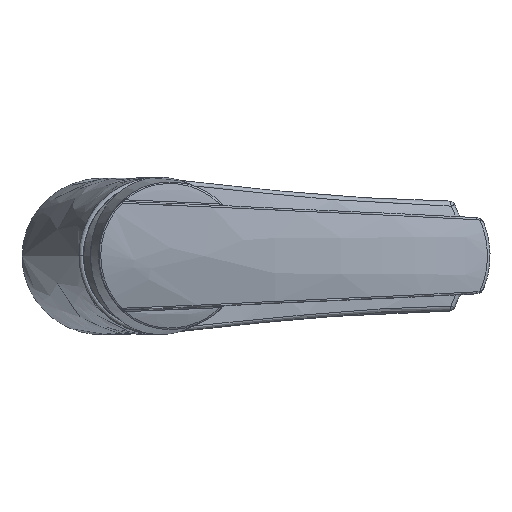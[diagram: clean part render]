
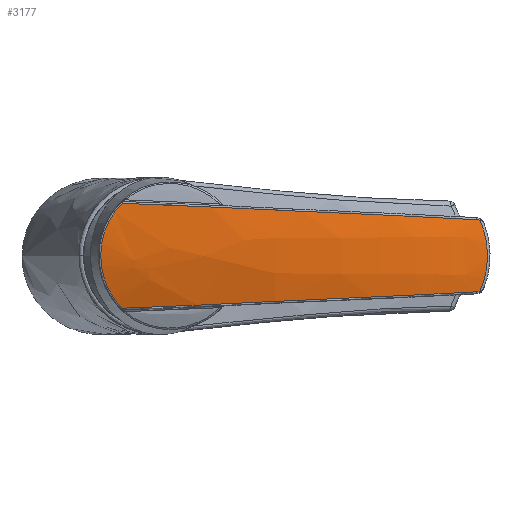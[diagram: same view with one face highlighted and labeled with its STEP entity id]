
A CAD part, top view. The second image highlights one B-rep face of the part: STEP entity #3177.
In plain terms, the highlighted free-form (B-spline) face has degree [3, 3] with [11, 4] control points.
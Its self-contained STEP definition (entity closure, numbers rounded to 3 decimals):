
#537=ORIENTED_EDGE('',*,*,#1156,.T.);
#538=ORIENTED_EDGE('',*,*,#1157,.T.);
#539=ORIENTED_EDGE('',*,*,#1150,.T.);
#540=ORIENTED_EDGE('',*,*,#1158,.T.);
#541=ORIENTED_EDGE('',*,*,#1108,.T.);
#542=ORIENTED_EDGE('',*,*,#1159,.T.);
#1108=EDGE_CURVE('',#1428,#1427,#1625,.F.);
#1150=EDGE_CURVE('',#1460,#1459,#1660,.F.);
#1156=EDGE_CURVE('',#1465,#1466,#1665,.T.);
#1157=EDGE_CURVE('',#1466,#1460,#1666,.T.);
#1158=EDGE_CURVE('',#1459,#1428,#1667,.T.);
#1159=EDGE_CURVE('',#1427,#1465,#1668,.T.);
#1427=VERTEX_POINT('',#4663);
#1428=VERTEX_POINT('',#4673);
#1459=VERTEX_POINT('',#5618);
#1460=VERTEX_POINT('',#5628);
#1465=VERTEX_POINT('',#5714);
#1466=VERTEX_POINT('',#5715);
#1625=B_SPLINE_CURVE_WITH_KNOTS('',3,(#4664,#4665,#4666,#4667,#4668,#4669,
#4670,#4671,#4672),.UNSPECIFIED.,.F.,.F.,(4,1,1,1,1,1,4),(0.,0.125,0.25,
0.375,0.5,0.75,1.),.UNSPECIFIED.);
#1660=B_SPLINE_CURVE_WITH_KNOTS('',3,(#5619,#5620,#5621,#5622,#5623,#5624,
#5625,#5626,#5627),.UNSPECIFIED.,.F.,.F.,(4,1,1,1,1,1,4),(0.,0.25,0.5,0.625,
0.75,0.875,1.),.UNSPECIFIED.);
#1665=B_SPLINE_CURVE_WITH_KNOTS('',3,(#5703,#5704,#5705,#5706,#5707,#5708,
#5709,#5710,#5711,#5712,#5713),.UNSPECIFIED.,.F.,.F.,(4,1,1,1,1,1,1,1,4),
(0.,0.125,0.25,0.375,0.5,0.625,0.75,0.875,1.),.UNSPECIFIED.);
#1666=B_SPLINE_CURVE_WITH_KNOTS('',3,(#5716,#5717,#5718,#5719),
 .UNSPECIFIED.,.F.,.F.,(4,4),(0.,1.),.UNSPECIFIED.);
#1667=B_SPLINE_CURVE_WITH_KNOTS('',3,(#5720,#5721,#5722,#5723,#5724,#5725,
#5726,#5727,#5728,#5729,#5730,#5731,#5732,#5733),.UNSPECIFIED.,.F.,.F.,
(4,1,1,1,1,1,1,1,1,1,1,4),(0.,0.125,0.188,0.25,0.375,0.438,0.5,0.625,
0.75,0.813,0.875,1.),.UNSPECIFIED.);
#1668=B_SPLINE_CURVE_WITH_KNOTS('',3,(#5734,#5735,#5736,#5737),
 .UNSPECIFIED.,.F.,.F.,(4,4),(0.,1.),.UNSPECIFIED.);
#1790=EDGE_LOOP('',(#537,#538,#539,#540,#541,#542));
#1999=FACE_BOUND('',#1790,.T.);
#2190=B_SPLINE_SURFACE_WITH_KNOTS('',3,3,((#5659,#5660,#5661,#5662),(#5663,
#5664,#5665,#5666),(#5667,#5668,#5669,#5670),(#5671,#5672,#5673,#5674),
(#5675,#5676,#5677,#5678),(#5679,#5680,#5681,#5682),(#5683,#5684,#5685,
#5686),(#5687,#5688,#5689,#5690),(#5691,#5692,#5693,#5694),(#5695,#5696,
#5697,#5698),(#5699,#5700,#5701,#5702)),.UNSPECIFIED.,.F.,.F.,.F.,(4,1,
1,1,1,1,1,1,4),(4,4),(0.016,0.074,0.104,
0.143,0.191,0.269,0.367,
0.523,0.952),(0.045,0.955),
 .UNSPECIFIED.);
#3177=ADVANCED_FACE('',(#1999),#2190,.T.);
#4663=CARTESIAN_POINT('',(119.846,-11.515,131.762));
#4664=CARTESIAN_POINT('',(119.846,-11.515,131.762));
#4665=CARTESIAN_POINT('',(115.189,-11.761,132.608));
#4666=CARTESIAN_POINT('',(105.841,-12.268,134.306));
#4667=CARTESIAN_POINT('',(91.749,-12.938,136.145));
#4668=CARTESIAN_POINT('',(77.592,-13.576,137.363));
#4669=CARTESIAN_POINT('',(58.61,-14.416,138.088));
#4670=CARTESIAN_POINT('',(34.825,-15.616,137.205));
#4671=CARTESIAN_POINT('',(16.009,-16.452,134.644));
#4672=CARTESIAN_POINT('',(6.693,-16.752,132.925));
#4673=CARTESIAN_POINT('',(6.693,-16.752,132.925));
#5618=CARTESIAN_POINT('',(6.692,16.752,132.925));
#5619=CARTESIAN_POINT('',(6.692,16.752,132.925));
#5620=CARTESIAN_POINT('',(16.037,16.451,134.65));
#5621=CARTESIAN_POINT('',(34.816,15.612,137.216));
#5622=CARTESIAN_POINT('',(58.587,14.417,138.087));
#5623=CARTESIAN_POINT('',(77.585,13.576,137.363));
#5624=CARTESIAN_POINT('',(91.783,12.937,136.141));
#5625=CARTESIAN_POINT('',(105.872,12.267,134.301));
#5626=CARTESIAN_POINT('',(115.2,11.761,132.606));
#5627=CARTESIAN_POINT('',(119.846,11.515,131.762));
#5628=CARTESIAN_POINT('',(119.846,11.515,131.762));
#5659=CARTESIAN_POINT('',(124.065,19.196,129.35));
#5660=CARTESIAN_POINT('',(124.135,5.751,132.75));
#5661=CARTESIAN_POINT('',(124.135,-5.751,132.75));
#5662=CARTESIAN_POINT('',(124.065,-19.195,129.351));
#5663=CARTESIAN_POINT('',(121.397,19.079,129.883));
#5664=CARTESIAN_POINT('',(121.47,5.746,133.251));
#5665=CARTESIAN_POINT('',(121.47,-5.746,133.251));
#5666=CARTESIAN_POINT('',(121.397,-19.078,129.883));
#5667=CARTESIAN_POINT('',(117.396,18.904,130.68));
#5668=CARTESIAN_POINT('',(117.472,5.738,134.001));
#5669=CARTESIAN_POINT('',(117.472,-5.738,134.001));
#5670=CARTESIAN_POINT('',(117.396,-18.903,130.68));
#5671=CARTESIAN_POINT('',(111.616,18.651,131.835));
#5672=CARTESIAN_POINT('',(111.697,5.727,135.089));
#5673=CARTESIAN_POINT('',(111.697,-5.727,135.089));
#5674=CARTESIAN_POINT('',(111.616,-18.65,131.835));
#5675=CARTESIAN_POINT('',(106.295,18.437,132.806));
#5676=CARTESIAN_POINT('',(106.377,5.717,136.003));
#5677=CARTESIAN_POINT('',(106.377,-5.717,136.003));
#5678=CARTESIAN_POINT('',(106.295,-18.436,132.806));
#5679=CARTESIAN_POINT('',(98.782,18.162,134.034));
#5680=CARTESIAN_POINT('',(98.858,5.705,137.157));
#5681=CARTESIAN_POINT('',(98.858,-5.705,137.157));
#5682=CARTESIAN_POINT('',(98.782,-18.161,134.034));
#5683=CARTESIAN_POINT('',(88.666,17.845,135.392));
#5684=CARTESIAN_POINT('',(88.719,5.69,138.428));
#5685=CARTESIAN_POINT('',(88.719,-5.69,138.428));
#5686=CARTESIAN_POINT('',(88.666,-17.845,135.392));
#5687=CARTESIAN_POINT('',(73.806,17.478,136.79));
#5688=CARTESIAN_POINT('',(73.802,5.674,139.726));
#5689=CARTESIAN_POINT('',(73.802,-5.674,139.726));
#5690=CARTESIAN_POINT('',(73.806,-17.478,136.79));
#5691=CARTESIAN_POINT('',(43.484,16.986,137.865));
#5692=CARTESIAN_POINT('',(43.301,5.652,140.655));
#5693=CARTESIAN_POINT('',(43.301,-5.652,140.655));
#5694=CARTESIAN_POINT('',(43.484,-16.985,137.865));
#5695=CARTESIAN_POINT('',(18.002,16.953,135.263));
#5696=CARTESIAN_POINT('',(17.577,5.65,138.014));
#5697=CARTESIAN_POINT('',(17.577,-5.65,138.014));
#5698=CARTESIAN_POINT('',(18.002,-16.953,135.263));
#5699=CARTESIAN_POINT('',(-0.457,16.951,131.518));
#5700=CARTESIAN_POINT('',(-1.058,5.65,134.23));
#5701=CARTESIAN_POINT('',(-1.058,-5.65,134.23));
#5702=CARTESIAN_POINT('',(-0.457,-16.951,131.518));
#5703=CARTESIAN_POINT('',(121.023,-11.161,131.594));
#5704=CARTESIAN_POINT('',(121.415,-10.297,131.656));
#5705=CARTESIAN_POINT('',(122.099,-8.531,131.776));
#5706=CARTESIAN_POINT('',(122.841,-5.695,131.926));
#5707=CARTESIAN_POINT('',(123.262,-2.913,132.021));
#5708=CARTESIAN_POINT('',(123.407,-0.001,132.057));
#5709=CARTESIAN_POINT('',(123.262,2.911,132.021));
#5710=CARTESIAN_POINT('',(122.842,5.692,131.926));
#5711=CARTESIAN_POINT('',(122.1,8.53,131.776));
#5712=CARTESIAN_POINT('',(121.415,10.296,131.656));
#5713=CARTESIAN_POINT('',(121.023,11.161,131.594));
#5714=CARTESIAN_POINT('',(121.023,-11.161,131.594));
#5715=CARTESIAN_POINT('',(121.023,11.161,131.594));
#5716=CARTESIAN_POINT('',(121.023,11.161,131.594));
#5717=CARTESIAN_POINT('',(120.671,11.376,131.628));
#5718=CARTESIAN_POINT('',(120.265,11.492,131.686));
#5719=CARTESIAN_POINT('',(119.846,11.515,131.762));
#5720=CARTESIAN_POINT('',(6.692,16.752,132.925));
#5721=CARTESIAN_POINT('',(5.594,15.673,132.997));
#5722=CARTESIAN_POINT('',(4.127,13.9,133.127));
#5723=CARTESIAN_POINT('',(2.546,11.251,133.309));
#5724=CARTESIAN_POINT('',(1.203,8.356,133.485));
#5725=CARTESIAN_POINT('',(0.332,5.423,133.613));
#5726=CARTESIAN_POINT('',(-0.112,2.36,133.685));
#5727=CARTESIAN_POINT('',(-0.26,-0.798,133.711));
#5728=CARTESIAN_POINT('',(0.115,-4.701,133.645));
#5729=CARTESIAN_POINT('',(1.2,-8.351,133.485));
#5730=CARTESIAN_POINT('',(2.544,-11.248,133.309));
#5731=CARTESIAN_POINT('',(4.125,-13.897,133.127));
#5732=CARTESIAN_POINT('',(5.594,-15.671,132.997));
#5733=CARTESIAN_POINT('',(6.693,-16.752,132.925));
#5734=CARTESIAN_POINT('',(119.846,-11.515,131.762));
#5735=CARTESIAN_POINT('',(120.265,-11.493,131.686));
#5736=CARTESIAN_POINT('',(120.67,-11.376,131.628));
#5737=CARTESIAN_POINT('',(121.023,-11.161,131.594));
